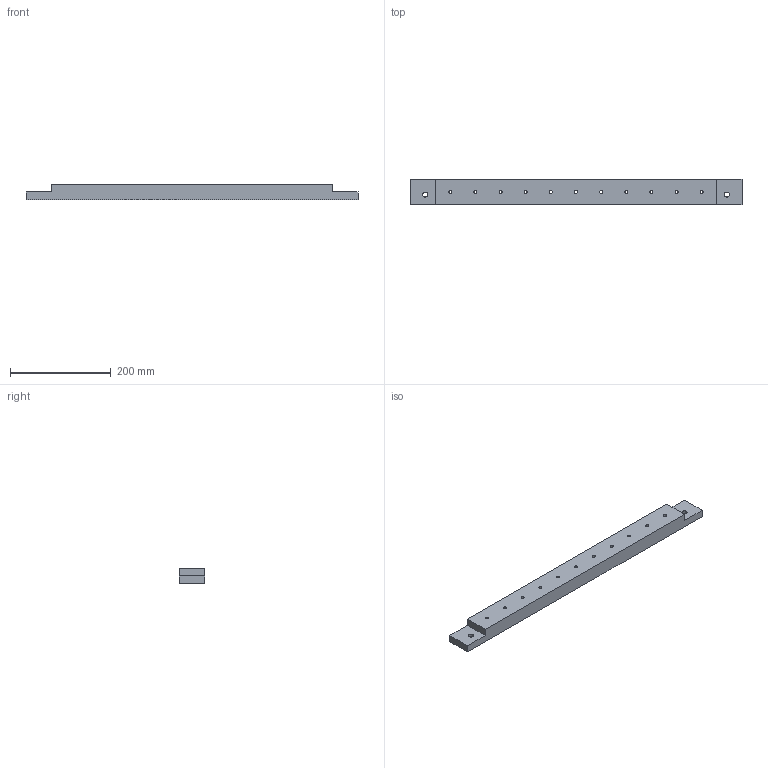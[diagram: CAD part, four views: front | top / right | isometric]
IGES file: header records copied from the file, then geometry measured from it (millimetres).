
Global section: file name: Filename.iges; native system: Open CASCADE 6.8; preprocessor: Open CASCADE IGES processor 6.8; date: 20151224.134333; units: millimetre
Bounding box: 660 x 50 x 30 mm (x, y, z)
Surface area: 111826.6 mm2 (no closed solid volume)
Topology: 0 solids, 0 shells, 23 faces, 126 edges, 100 vertices
Faces by surface type: revolution 13, plane 10
